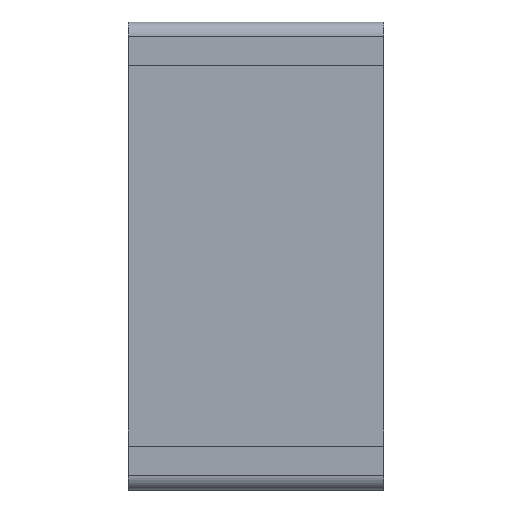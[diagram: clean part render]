
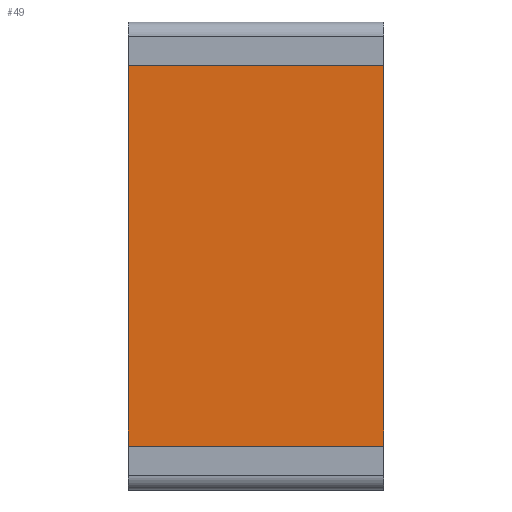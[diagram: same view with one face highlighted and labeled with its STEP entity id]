
A CAD part, top view. The second image highlights one B-rep face of the part: STEP entity #49.
In plain terms, the highlighted planar face has unit normal (0, 0, 1).
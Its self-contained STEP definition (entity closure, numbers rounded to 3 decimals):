
#49=ADVANCED_FACE('',(#106),#107,.T.);
#106=FACE_OUTER_BOUND('',#168,.T.);
#107=PLANE('',#169);
#168=EDGE_LOOP('',(#239,#240,#241,#242));
#169=AXIS2_PLACEMENT_3D('',#243,#244,#245);
#239=ORIENTED_EDGE('',*,*,#399,.F.);
#240=ORIENTED_EDGE('',*,*,#400,.T.);
#241=ORIENTED_EDGE('',*,*,#401,.T.);
#242=ORIENTED_EDGE('',*,*,#402,.F.);
#243=CARTESIAN_POINT('',(0.0,0.6,1.6));
#244=DIRECTION('',(0.,0.,1.0));
#245=DIRECTION('',(-1.0,0.,0.));
#399=EDGE_CURVE('',#478,#479,#480,.T.);
#400=EDGE_CURVE('',#478,#481,#482,.T.);
#401=EDGE_CURVE('',#481,#483,#484,.T.);
#402=EDGE_CURVE('',#479,#483,#485,.T.);
#478=VERTEX_POINT('',#585);
#479=VERTEX_POINT('',#586);
#480=LINE('',#587,#588);
#481=VERTEX_POINT('',#589);
#482=LINE('',#590,#591);
#483=VERTEX_POINT('',#592);
#484=LINE('',#593,#594);
#485=LINE('',#595,#596);
#585=CARTESIAN_POINT('',(3.5,0.6,1.6));
#586=CARTESIAN_POINT('',(0.0,0.6,1.6));
#587=CARTESIAN_POINT('',(2.0,0.6,1.6));
#588=VECTOR('',#708,1.0);
#589=CARTESIAN_POINT('',(3.5,5.8,1.6));
#590=CARTESIAN_POINT('',(3.5,3.2,1.6));
#591=VECTOR('',#709,1.0);
#592=CARTESIAN_POINT('',(0.0,5.8,1.6));
#593=CARTESIAN_POINT('',(2.0,5.8,1.6));
#594=VECTOR('',#710,1.0);
#595=CARTESIAN_POINT('',(0.0,3.2,1.6));
#596=VECTOR('',#711,1.0);
#708=DIRECTION('',(-1.0,0.0,0.));
#709=DIRECTION('',(0.,1.0,0.));
#710=DIRECTION('',(-1.0,0.0,0.));
#711=DIRECTION('',(0.,1.0,0.));
